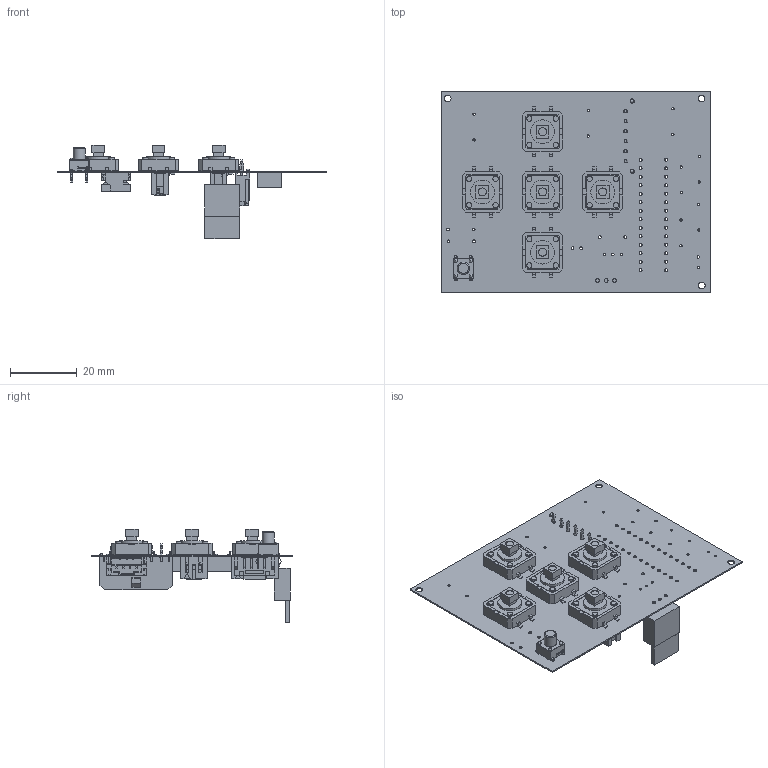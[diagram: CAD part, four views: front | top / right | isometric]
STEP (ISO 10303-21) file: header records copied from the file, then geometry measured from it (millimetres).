
FILE_DESCRIPTION(('Open CASCADE Model'),'2;1');
FILE_NAME('Open CASCADE Shape Model','2021-06-17T13:30:44',('Author'),( 'Open CASCADE'),'Open CASCADE STEP processor 6.8','Open CASCADE 6.8' ,'Unknown');
FILE_SCHEMA(('AUTOMOTIVE_DESIGN { 1 0 10303 214 1 1 1 1 }'));
Length unit declared in the file: millimetre
Products named in the file (52): PCB; Board; Open CASCADE STEP translator 6.8 1.1.1; SW7; Switch_Panasonic_Electronic_Components_EVQ-PAG07K_eec; Switch_base; Shell; notches; Button; Pins; Panasonic; SW5; Switch_Omron_B3FS-4052P_eec; Body; IN; Pads1; Pads2; Omron_Logo_Adjustable_Logo; SW4; SW3; SW2; SW1; U2; 5827258384; Extruded; U1; 5827258864; 5827258704; P5; 620305124022; 6203xx124022_PIN; 6203xx124022_Cap2; 6203xx124022_PATTE; P4; 620302124022; 6203xx124022_Cap1; P3; 66200611122; 6620xx11122_PIN; P2 ...
Assembly tree (72 placements, depth 4):
  PCB
    Board
      Open CASCADE STEP translator 6.8 1.1.1
    SW7
      Switch_Panasonic_Electronic_Components_EVQ-PAG07K_eec
        Switch_base
        Shell
        notches
        Button
        Pins
        Panasonic
    SW5
      Switch_Omron_B3FS-4052P_eec
        Body
        IN
        Pads1
        Pads2
        Omron_Logo_Adjustable_Logo
    SW4
      Switch_Omron_B3FS-4052P_eec
        Body
        IN
        Pads1
        Pads2
        Omron_Logo_Adjustable_Logo
    SW3
      Switch_Omron_B3FS-4052P_eec
        Body
        IN
        Pads1
        Pads2
        Omron_Logo_Adjustable_Logo
    SW2
      Switch_Omron_B3FS-4052P_eec
        Body
        IN
        Pads1
        Pads2
        Omron_Logo_Adjustable_Logo
    SW1
      Switch_Omron_B3FS-4052P_eec
        Body
        IN
        Pads1
        Pads2
        Omron_Logo_Adjustable_Logo
    U2
      5827258384
        Extruded
    U1
      5827258864
        Extruded
      5827258704
        Extruded
    P5
      620305124022
        620305124022
        6203xx124022_PIN  x5
        6203xx124022_Cap2
        6203xx124022_PATTE  x2
Bounding box: 80.26 x 60.25 x 27.81 mm (x, y, z)
Volume: 8061.6 mm3; surface area: 21762.5 mm2
Topology: 116 solids, 116 shells, 2885 faces, 7648 edges, 5005 vertices
Faces by surface type: plane 2245, cylinder 353, bspline 254, sphere 32, torus 1
Full cylindrical faces by diameter (mm): 0.7 x19, 0.8 x2, 0.85 x6, 0.9 x28, 1 x4, 1.02 x6, 1.1 x3, 1.27 x2, 1.6 x40, 2 x3, 2.4 x5, 3.6 x1, 3.7 x1, 7.1 x10
Entity records: 56668 total; most frequent: CARTESIAN_POINT 10294, ORIENTED_EDGE 8368, DIRECTION 7386, EDGE_CURVE 4184, LINE 3428, VECTOR 3428, VERTEX_POINT 2725, AXIS2_PLACEMENT_3D 1979
